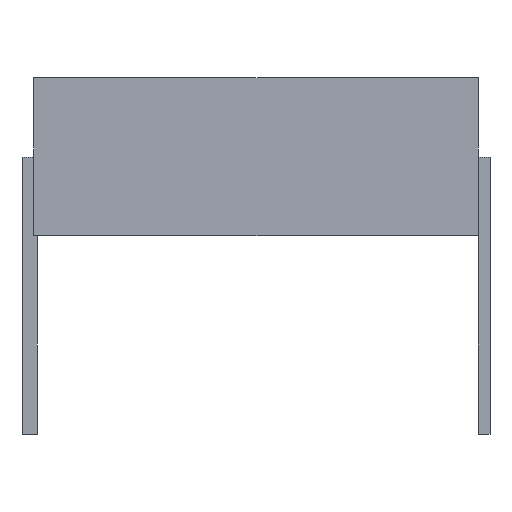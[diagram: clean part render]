
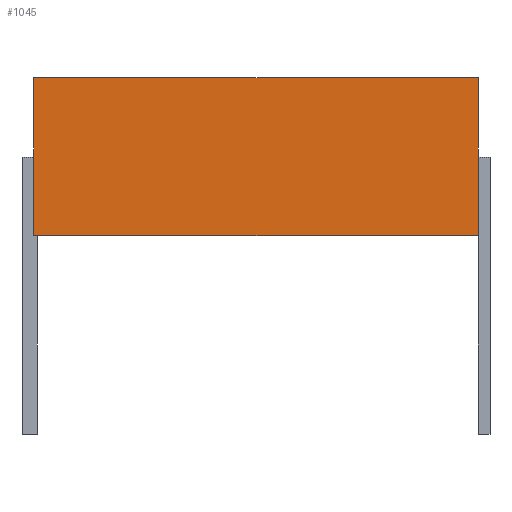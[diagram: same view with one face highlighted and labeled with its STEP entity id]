
A CAD part, front view. The second image highlights one B-rep face of the part: STEP entity #1045.
In plain terms, the highlighted planar face has unit normal (0, -1, 0).
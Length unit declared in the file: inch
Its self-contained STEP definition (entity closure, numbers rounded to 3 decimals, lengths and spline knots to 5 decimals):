
#1045=ADVANCED_FACE('',(#1300),#1173,.F.);
#1173=PLANE('',#3287);
#1300=FACE_OUTER_BOUND('',#1428,.T.);
#1428=EDGE_LOOP('',(#1562,#1563,#1564,#1565));
#1562=ORIENTED_EDGE('',*,*,#2378,.T.);
#1563=ORIENTED_EDGE('',*,*,#2379,.F.);
#1564=ORIENTED_EDGE('',*,*,#2380,.F.);
#1565=ORIENTED_EDGE('',*,*,#2375,.T.);
#2171=VERTEX_POINT('',#3993);
#2172=VERTEX_POINT('',#3995);
#2174=VERTEX_POINT('',#4001);
#2175=VERTEX_POINT('',#4003);
#2375=EDGE_CURVE('',#2172,#2171,#2681,.T.);
#2378=EDGE_CURVE('',#2171,#2174,#2684,.T.);
#2379=EDGE_CURVE('',#2175,#2174,#2685,.T.);
#2380=EDGE_CURVE('',#2172,#2175,#2686,.T.);
#2681=LINE('',#3994,#2985);
#2684=LINE('',#4000,#2988);
#2685=LINE('',#4002,#2989);
#2686=LINE('',#4004,#2990);
#2985=VECTOR('',#3424,1.);
#2988=VECTOR('',#3429,1.);
#2989=VECTOR('',#3430,1.);
#2990=VECTOR('',#3431,1.);
#3287=AXIS2_PLACEMENT_3D('',#4005,#3432,#3433);
#3424=DIRECTION('',(0.,0.,-1.));
#3429=DIRECTION('',(1.,0.,0.));
#3430=DIRECTION('',(0.,0.,-1.));
#3431=DIRECTION('',(1.,0.,0.));
#3432=DIRECTION('',(0.,1.,0.));
#3433=DIRECTION('',(0.,0.,1.));
#3993=CARTESIAN_POINT('',(0.,0.,0.));
#3994=CARTESIAN_POINT('',(0.,0.,0.135));
#3995=CARTESIAN_POINT('',(0.,0.,0.135));
#4000=CARTESIAN_POINT('',(0.,0.,0.));
#4001=CARTESIAN_POINT('',(0.38,0.,0.));
#4002=CARTESIAN_POINT('',(0.38,0.,0.135));
#4003=CARTESIAN_POINT('',(0.38,0.,0.135));
#4004=CARTESIAN_POINT('',(0.,0.,0.135));
#4005=CARTESIAN_POINT('',(0.,0.,0.135));
